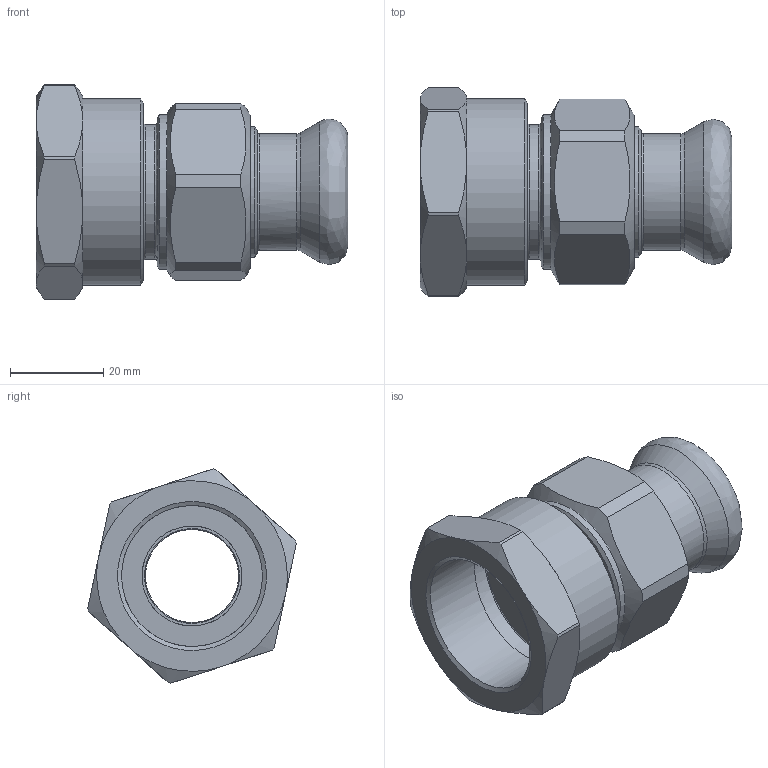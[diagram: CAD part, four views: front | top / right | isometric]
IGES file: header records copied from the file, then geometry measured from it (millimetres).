
Global section: file name: S62RE; native system: Autodesk Inventor 2016; preprocessor: unknown; author: aporro; date: 20180209.163706; units: millimetre
Bounding box: 67 x 44.86 x 46.11 mm (x, y, z)
Volume: 32456.6 mm3; surface area: 20616.8 mm2
Topology: 4 solids, 4 shells, 93 faces, 254 edges, 177 vertices
Faces by surface type: bspline 93
